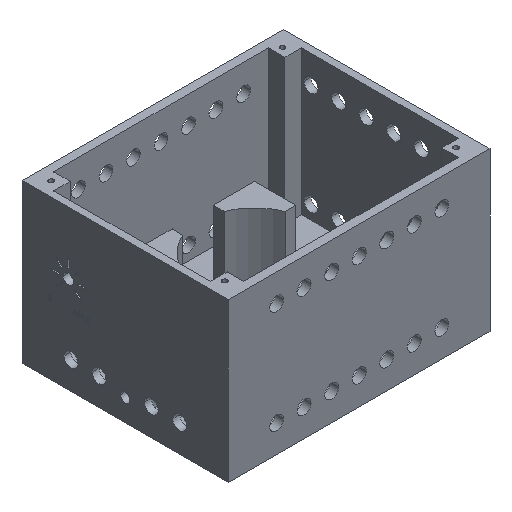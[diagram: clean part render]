
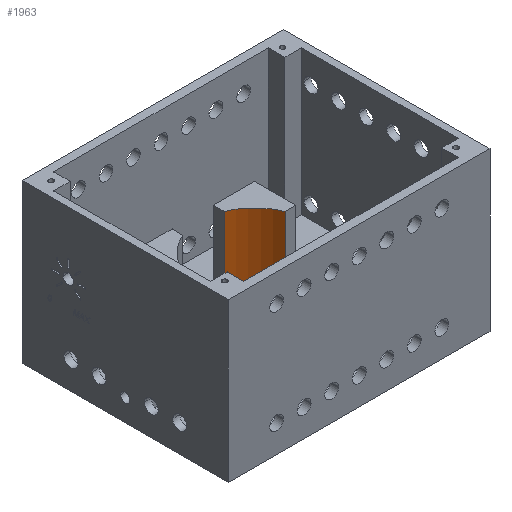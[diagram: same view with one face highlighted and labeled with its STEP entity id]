
A CAD part, isometric view. The second image highlights one B-rep face of the part: STEP entity #1963.
In plain terms, the highlighted cylindrical face has radius 40 mm (diameter 80 mm), a partial arc.
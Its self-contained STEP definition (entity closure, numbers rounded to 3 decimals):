
#384 = DIRECTION ( 'NONE',  ( 0., 0., 1. ) ) ;
#904 = EDGE_LOOP ( 'NONE', ( #1699, #4962, #7980, #5157 ) ) ;
#1028 = DIRECTION ( 'NONE',  ( -1., 0., 0. ) ) ;
#1502 = AXIS2_PLACEMENT_3D ( 'NONE', #6247, #384, #3701 ) ;
#1557 = VECTOR ( 'NONE', #7855, 1000. ) ;
#1699 = ORIENTED_EDGE ( 'NONE', *, *, #3148, .F. ) ;
#1963 = ADVANCED_FACE ( 'NONE', ( #5972 ), #3474, .F. ) ;
#2898 = EDGE_CURVE ( 'NONE', #3756, #7552, #6650, .T. ) ;
#2949 = VERTEX_POINT ( 'NONE', #10233 ) ;
#3148 = EDGE_CURVE ( 'NONE', #7552, #2949, #7616, .T. ) ;
#3330 = EDGE_CURVE ( 'NONE', #4982, #2949, #10043, .T. ) ;
#3434 = EDGE_CURVE ( 'NONE', #3756, #4982, #5649, .T. ) ;
#3474 = CYLINDRICAL_SURFACE ( 'NONE', #9642, 40. ) ;
#3588 = VECTOR ( 'NONE', #5217, 1000. ) ;
#3654 = CARTESIAN_POINT ( 'NONE',  ( 36.081, 15., 10. ) ) ;
#3701 = DIRECTION ( 'NONE',  ( 1., 0., 0. ) ) ;
#3756 = VERTEX_POINT ( 'NONE', #4608 ) ;
#4608 = CARTESIAN_POINT ( 'NONE',  ( 36.081, 15., 60. ) ) ;
#4962 = ORIENTED_EDGE ( 'NONE', *, *, #2898, .F. ) ;
#4982 = VERTEX_POINT ( 'NONE', #8901 ) ;
#5000 = DIRECTION ( 'NONE',  ( 0., 0., 1. ) ) ;
#5157 = ORIENTED_EDGE ( 'NONE', *, *, #3330, .T. ) ;
#5217 = DIRECTION ( 'NONE',  ( 0., 0., -1. ) ) ;
#5219 = CARTESIAN_POINT ( 'NONE',  ( -1., 0., 60. ) ) ;
#5649 = CIRCLE ( 'NONE', #1502, 40. ) ;
#5972 = FACE_OUTER_BOUND ( 'NONE', #904, .T. ) ;
#6247 = CARTESIAN_POINT ( 'NONE',  ( -1., 0., 60. ) ) ;
#6650 = LINE ( 'NONE', #9963, #1557 ) ;
#6842 = CARTESIAN_POINT ( 'NONE',  ( 14., 37.081, 60. ) ) ;
#7552 = VERTEX_POINT ( 'NONE', #3654 ) ;
#7616 = CIRCLE ( 'NONE', #10224, 40. ) ;
#7855 = DIRECTION ( 'NONE',  ( 0., 0., -1. ) ) ;
#7980 = ORIENTED_EDGE ( 'NONE', *, *, #3434, .T. ) ;
#8259 = CARTESIAN_POINT ( 'NONE',  ( -1., 0., 10. ) ) ;
#8537 = DIRECTION ( 'NONE',  ( 0., 0., -1. ) ) ;
#8874 = DIRECTION ( 'NONE',  ( 1., 0., 0. ) ) ;
#8901 = CARTESIAN_POINT ( 'NONE',  ( 14., 37.081, 60. ) ) ;
#9642 = AXIS2_PLACEMENT_3D ( 'NONE', #5219, #8537, #1028 ) ;
#9963 = CARTESIAN_POINT ( 'NONE',  ( 36.081, 15., 60. ) ) ;
#10043 = LINE ( 'NONE', #6842, #3588 ) ;
#10224 = AXIS2_PLACEMENT_3D ( 'NONE', #8259, #5000, #8874 ) ;
#10233 = CARTESIAN_POINT ( 'NONE',  ( 14., 37.081, 10. ) ) ;
